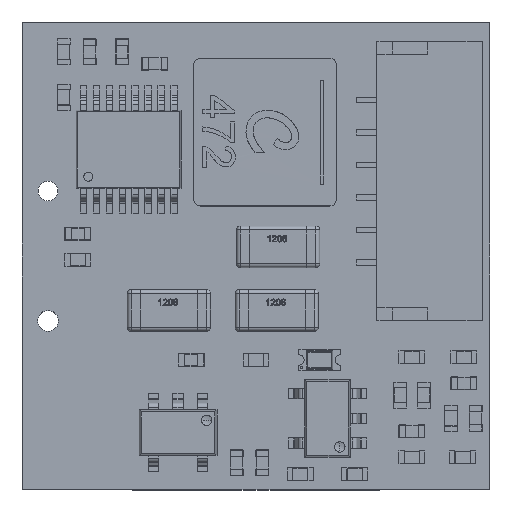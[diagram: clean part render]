
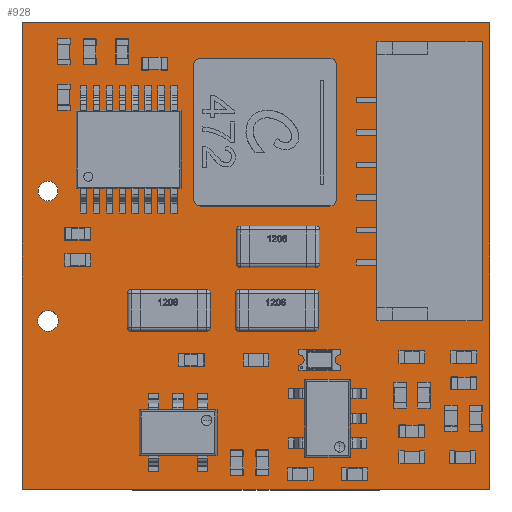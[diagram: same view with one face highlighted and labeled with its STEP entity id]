
A CAD part, top view. The second image highlights one B-rep face of the part: STEP entity #928.
In plain terms, the highlighted planar face has unit normal (0, 0, 1).
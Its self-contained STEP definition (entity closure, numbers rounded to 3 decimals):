
#139 = VERTEX_POINT('',#140);
#140 = CARTESIAN_POINT('',(0.,0.,0.));
#146 = EDGE_CURVE('',#139,#147,#149,.T.);
#147 = VERTEX_POINT('',#148);
#148 = CARTESIAN_POINT('',(0.,8.5,0.));
#149 = LINE('',#150,#151);
#150 = CARTESIAN_POINT('',(0.,0.,0.));
#151 = VECTOR('',#152,1.);
#152 = DIRECTION('',(0.,1.,0.));
#177 = EDGE_CURVE('',#147,#178,#180,.T.);
#178 = VERTEX_POINT('',#179);
#179 = CARTESIAN_POINT('',(0.,9.,0.));
#180 = LINE('',#181,#182);
#181 = CARTESIAN_POINT('',(0.,0.,0.));
#182 = VECTOR('',#183,1.);
#183 = DIRECTION('',(0.,1.,0.));
#208 = EDGE_CURVE('',#178,#209,#211,.T.);
#209 = VERTEX_POINT('',#210);
#210 = CARTESIAN_POINT('',(0.,9.5,0.));
#211 = LINE('',#212,#213);
#212 = CARTESIAN_POINT('',(0.,0.,0.));
#213 = VECTOR('',#214,1.);
#214 = DIRECTION('',(0.,1.,0.));
#239 = EDGE_CURVE('',#209,#240,#242,.T.);
#240 = VERTEX_POINT('',#241);
#241 = CARTESIAN_POINT('',(0.,18.,0.));
#242 = LINE('',#243,#244);
#243 = CARTESIAN_POINT('',(0.,0.,0.));
#244 = VECTOR('',#245,1.);
#245 = DIRECTION('',(0.,1.,0.));
#270 = EDGE_CURVE('',#240,#271,#273,.T.);
#271 = VERTEX_POINT('',#272);
#272 = CARTESIAN_POINT('',(8.5,18.,0.));
#273 = LINE('',#274,#275);
#274 = CARTESIAN_POINT('',(0.,18.,0.));
#275 = VECTOR('',#276,1.);
#276 = DIRECTION('',(1.,0.,0.));
#301 = EDGE_CURVE('',#271,#302,#304,.T.);
#302 = VERTEX_POINT('',#303);
#303 = CARTESIAN_POINT('',(8.5,18.,0.));
#304 = CIRCLE('',#305,0.15);
#305 = AXIS2_PLACEMENT_3D('',#306,#307,#308);
#306 = CARTESIAN_POINT('',(8.5,18.15,0.));
#307 = DIRECTION('',(0.,0.,1.));
#308 = DIRECTION('',(1.,0.,0.));
#334 = EDGE_CURVE('',#302,#335,#337,.T.);
#335 = VERTEX_POINT('',#336);
#336 = CARTESIAN_POINT('',(9.,18.,0.));
#337 = LINE('',#338,#339);
#338 = CARTESIAN_POINT('',(0.,18.,0.));
#339 = VECTOR('',#340,1.);
#340 = DIRECTION('',(1.,0.,0.));
#365 = EDGE_CURVE('',#335,#366,#368,.T.);
#366 = VERTEX_POINT('',#367);
#367 = CARTESIAN_POINT('',(9.,18.,0.));
#368 = CIRCLE('',#369,0.15);
#369 = AXIS2_PLACEMENT_3D('',#370,#371,#372);
#370 = CARTESIAN_POINT('',(9.,18.15,0.));
#371 = DIRECTION('',(0.,0.,1.));
#372 = DIRECTION('',(1.,0.,0.));
#398 = EDGE_CURVE('',#366,#399,#401,.T.);
#399 = VERTEX_POINT('',#400);
#400 = CARTESIAN_POINT('',(9.5,18.,0.));
#401 = LINE('',#402,#403);
#402 = CARTESIAN_POINT('',(0.,18.,0.));
#403 = VECTOR('',#404,1.);
#404 = DIRECTION('',(1.,0.,0.));
#429 = EDGE_CURVE('',#399,#430,#432,.T.);
#430 = VERTEX_POINT('',#431);
#431 = CARTESIAN_POINT('',(9.5,18.,0.));
#432 = CIRCLE('',#433,0.15);
#433 = AXIS2_PLACEMENT_3D('',#434,#435,#436);
#434 = CARTESIAN_POINT('',(9.5,18.15,0.));
#435 = DIRECTION('',(0.,0.,1.));
#436 = DIRECTION('',(1.,0.,0.));
#462 = EDGE_CURVE('',#430,#463,#465,.T.);
#463 = VERTEX_POINT('',#464);
#464 = CARTESIAN_POINT('',(18.,18.,0.));
#465 = LINE('',#466,#467);
#466 = CARTESIAN_POINT('',(0.,18.,0.));
#467 = VECTOR('',#468,1.);
#468 = DIRECTION('',(1.,0.,0.));
#493 = EDGE_CURVE('',#463,#494,#496,.T.);
#494 = VERTEX_POINT('',#495);
#495 = CARTESIAN_POINT('',(18.,9.5,0.));
#496 = LINE('',#497,#498);
#497 = CARTESIAN_POINT('',(18.,18.,0.));
#498 = VECTOR('',#499,1.);
#499 = DIRECTION('',(0.,-1.,0.));
#524 = EDGE_CURVE('',#494,#525,#527,.T.);
#525 = VERTEX_POINT('',#526);
#526 = CARTESIAN_POINT('',(18.,9.5,0.));
#527 = CIRCLE('',#528,0.15);
#528 = AXIS2_PLACEMENT_3D('',#529,#530,#531);
#529 = CARTESIAN_POINT('',(18.15,9.5,0.));
#530 = DIRECTION('',(0.,0.,1.));
#531 = DIRECTION('',(1.,0.,0.));
#557 = EDGE_CURVE('',#525,#558,#560,.T.);
#558 = VERTEX_POINT('',#559);
#559 = CARTESIAN_POINT('',(18.,9.,0.));
#560 = LINE('',#561,#562);
#561 = CARTESIAN_POINT('',(18.,18.,0.));
#562 = VECTOR('',#563,1.);
#563 = DIRECTION('',(0.,-1.,0.));
#588 = EDGE_CURVE('',#558,#589,#591,.T.);
#589 = VERTEX_POINT('',#590);
#590 = CARTESIAN_POINT('',(18.,9.,0.));
#591 = CIRCLE('',#592,0.15);
#592 = AXIS2_PLACEMENT_3D('',#593,#594,#595);
#593 = CARTESIAN_POINT('',(18.15,9.,0.));
#594 = DIRECTION('',(0.,0.,1.));
#595 = DIRECTION('',(1.,0.,0.));
#621 = EDGE_CURVE('',#589,#622,#624,.T.);
#622 = VERTEX_POINT('',#623);
#623 = CARTESIAN_POINT('',(18.,8.5,0.));
#624 = LINE('',#625,#626);
#625 = CARTESIAN_POINT('',(18.,18.,0.));
#626 = VECTOR('',#627,1.);
#627 = DIRECTION('',(0.,-1.,0.));
#652 = EDGE_CURVE('',#622,#653,#655,.T.);
#653 = VERTEX_POINT('',#654);
#654 = CARTESIAN_POINT('',(18.,8.5,0.));
#655 = CIRCLE('',#656,0.15);
#656 = AXIS2_PLACEMENT_3D('',#657,#658,#659);
#657 = CARTESIAN_POINT('',(18.15,8.5,0.));
#658 = DIRECTION('',(0.,0.,1.));
#659 = DIRECTION('',(1.,0.,0.));
#685 = EDGE_CURVE('',#653,#686,#688,.T.);
#686 = VERTEX_POINT('',#687);
#687 = CARTESIAN_POINT('',(18.,0.,0.));
#688 = LINE('',#689,#690);
#689 = CARTESIAN_POINT('',(18.,18.,0.));
#690 = VECTOR('',#691,1.);
#691 = DIRECTION('',(0.,-1.,0.));
#716 = EDGE_CURVE('',#686,#717,#719,.T.);
#717 = VERTEX_POINT('',#718);
#718 = CARTESIAN_POINT('',(9.5,0.,0.));
#719 = LINE('',#720,#721);
#720 = CARTESIAN_POINT('',(18.,0.,0.));
#721 = VECTOR('',#722,1.);
#722 = DIRECTION('',(-1.,0.,0.));
#747 = EDGE_CURVE('',#717,#748,#750,.T.);
#748 = VERTEX_POINT('',#749);
#749 = CARTESIAN_POINT('',(9.,0.,0.));
#750 = LINE('',#751,#752);
#751 = CARTESIAN_POINT('',(18.,0.,0.));
#752 = VECTOR('',#753,1.);
#753 = DIRECTION('',(-1.,0.,0.));
#778 = EDGE_CURVE('',#748,#779,#781,.T.);
#779 = VERTEX_POINT('',#780);
#780 = CARTESIAN_POINT('',(8.5,0.,0.));
#781 = LINE('',#782,#783);
#782 = CARTESIAN_POINT('',(18.,0.,0.));
#783 = VECTOR('',#784,1.);
#784 = DIRECTION('',(-1.,0.,0.));
#809 = EDGE_CURVE('',#779,#139,#810,.T.);
#810 = LINE('',#811,#812);
#811 = CARTESIAN_POINT('',(18.,0.,0.));
#812 = VECTOR('',#813,1.);
#813 = DIRECTION('',(-1.,0.,0.));
#833 = VERTEX_POINT('',#834);
#834 = CARTESIAN_POINT('',(1.381,11.5,0.));
#840 = EDGE_CURVE('',#833,#833,#841,.T.);
#841 = CIRCLE('',#842,0.381);
#842 = AXIS2_PLACEMENT_3D('',#843,#844,#845);
#843 = CARTESIAN_POINT('',(1.,11.5,0.));
#844 = DIRECTION('',(0.,0.,1.));
#845 = DIRECTION('',(1.,0.,0.));
#866 = VERTEX_POINT('',#867);
#867 = CARTESIAN_POINT('',(1.4,6.5,0.));
#873 = EDGE_CURVE('',#866,#866,#874,.T.);
#874 = CIRCLE('',#875,0.4);
#875 = AXIS2_PLACEMENT_3D('',#876,#877,#878);
#876 = CARTESIAN_POINT('',(1.,6.5,0.));
#877 = DIRECTION('',(0.,0.,1.));
#878 = DIRECTION('',(1.,0.,0.));
#928 = ADVANCED_FACE('',(#929,#953,#956),#959,.T.);
#929 = FACE_BOUND('',#930,.T.);
#930 = EDGE_LOOP('',(#931,#932,#933,#934,#935,#936,#937,#938,#939,#940,
    #941,#942,#943,#944,#945,#946,#947,#948,#949,#950,#951,#952));
#931 = ORIENTED_EDGE('',*,*,#146,.F.);
#932 = ORIENTED_EDGE('',*,*,#809,.F.);
#933 = ORIENTED_EDGE('',*,*,#778,.F.);
#934 = ORIENTED_EDGE('',*,*,#747,.F.);
#935 = ORIENTED_EDGE('',*,*,#716,.F.);
#936 = ORIENTED_EDGE('',*,*,#685,.F.);
#937 = ORIENTED_EDGE('',*,*,#652,.F.);
#938 = ORIENTED_EDGE('',*,*,#621,.F.);
#939 = ORIENTED_EDGE('',*,*,#588,.F.);
#940 = ORIENTED_EDGE('',*,*,#557,.F.);
#941 = ORIENTED_EDGE('',*,*,#524,.F.);
#942 = ORIENTED_EDGE('',*,*,#493,.F.);
#943 = ORIENTED_EDGE('',*,*,#462,.F.);
#944 = ORIENTED_EDGE('',*,*,#429,.F.);
#945 = ORIENTED_EDGE('',*,*,#398,.F.);
#946 = ORIENTED_EDGE('',*,*,#365,.F.);
#947 = ORIENTED_EDGE('',*,*,#334,.F.);
#948 = ORIENTED_EDGE('',*,*,#301,.F.);
#949 = ORIENTED_EDGE('',*,*,#270,.F.);
#950 = ORIENTED_EDGE('',*,*,#239,.F.);
#951 = ORIENTED_EDGE('',*,*,#208,.F.);
#952 = ORIENTED_EDGE('',*,*,#177,.F.);
#953 = FACE_BOUND('',#954,.T.);
#954 = EDGE_LOOP('',(#955));
#955 = ORIENTED_EDGE('',*,*,#840,.F.);
#956 = FACE_BOUND('',#957,.T.);
#957 = EDGE_LOOP('',(#958));
#958 = ORIENTED_EDGE('',*,*,#873,.F.);
#959 = PLANE('',#960);
#960 = AXIS2_PLACEMENT_3D('',#961,#962,#963);
#961 = CARTESIAN_POINT('',(0.,0.,0.));
#962 = DIRECTION('',(0.,0.,1.));
#963 = DIRECTION('',(1.,0.,0.));
